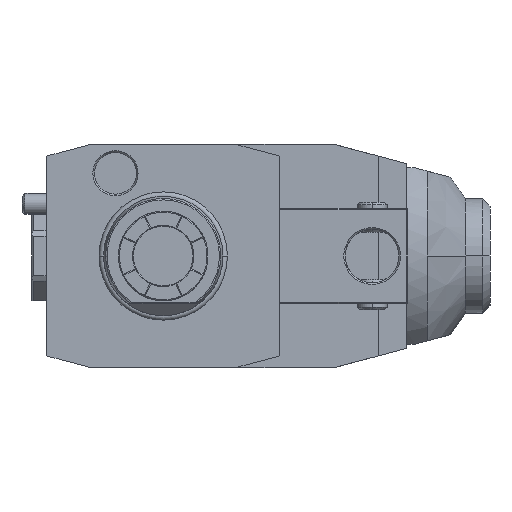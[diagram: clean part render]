
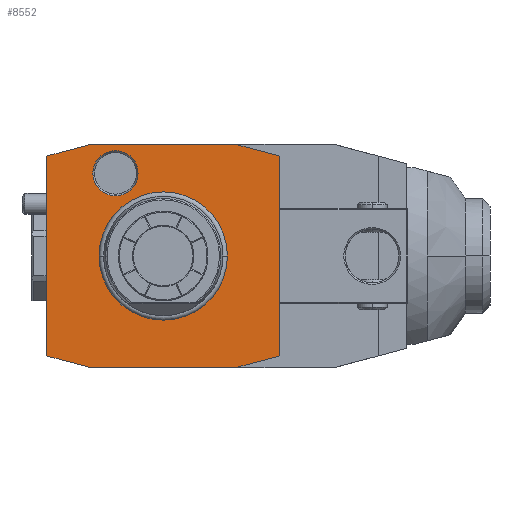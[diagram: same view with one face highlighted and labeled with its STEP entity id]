
A CAD part, front view. The second image highlights one B-rep face of the part: STEP entity #8552.
In plain terms, the highlighted planar face has unit normal (0, -1, 0).
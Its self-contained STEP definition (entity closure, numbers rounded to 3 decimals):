
#1=DIRECTION('',(-1.,0.,0.));
#2=VECTOR('',#1,48.);
#3=CARTESIAN_POINT('',(24.,0.,37.5));
#4=LINE('',#3,#2);
#5=DIRECTION('',(-0.966,0.,0.259));
#6=VECTOR('',#5,15.529);
#7=CARTESIAN_POINT('',(39.,0.,33.481));
#8=LINE('',#7,#6);
#9=DIRECTION('',(0.,0.,1.));
#10=VECTOR('',#9,66.962);
#11=CARTESIAN_POINT('',(39.,0.,-33.481));
#12=LINE('',#11,#10);
#13=DIRECTION('',(0.966,0.,0.259));
#14=VECTOR('',#13,15.529);
#15=CARTESIAN_POINT('',(24.,0.,-37.5));
#16=LINE('',#15,#14);
#17=DIRECTION('',(1.,0.,0.));
#18=VECTOR('',#17,48.);
#19=CARTESIAN_POINT('',(-24.,0.,-37.5));
#20=LINE('',#19,#18);
#21=DIRECTION('',(0.966,0.,-0.259));
#22=VECTOR('',#21,15.529);
#23=CARTESIAN_POINT('',(-39.,0.,-33.481));
#24=LINE('',#23,#22);
#25=DIRECTION('',(0.,0.,-1.));
#26=VECTOR('',#25,66.962);
#27=CARTESIAN_POINT('',(-39.,0.,33.481));
#28=LINE('',#27,#26);
#29=DIRECTION('',(-0.966,0.,-0.259));
#30=VECTOR('',#29,15.529);
#31=CARTESIAN_POINT('',(-24.,0.,37.5));
#32=LINE('',#31,#30);
#33=CARTESIAN_POINT('',(-16.,0.,27.713));
#34=DIRECTION('',(0.,1.,0.));
#35=DIRECTION('',(1.,0.,0.));
#36=AXIS2_PLACEMENT_3D('',#33,#34,#35);
#38=CARTESIAN_POINT('',(-16.,0.,27.713));
#39=DIRECTION('',(0.,1.,0.));
#40=DIRECTION('',(-1.,0.,0.));
#41=AXIS2_PLACEMENT_3D('',#38,#39,#40);
#5362=CARTESIAN_POINT('',(0.,0.,0.));
#5363=DIRECTION('',(0.,-1.,0.));
#5364=DIRECTION('',(1.,0.,0.));
#5365=AXIS2_PLACEMENT_3D('',#5362,#5363,#5364);
#5367=CARTESIAN_POINT('',(0.,0.,0.));
#5368=DIRECTION('',(0.,-1.,0.));
#5369=DIRECTION('',(-1.,0.,0.));
#5370=AXIS2_PLACEMENT_3D('',#5367,#5368,#5369);
#7559=CARTESIAN_POINT('',(-8.423,0.,27.713));
#7560=CARTESIAN_POINT('',(-23.577,0.,27.713));
#7561=VERTEX_POINT('',#7559);
#7562=VERTEX_POINT('',#7560);
#8279=CARTESIAN_POINT('',(24.,0.,37.5));
#8280=CARTESIAN_POINT('',(-24.,0.,37.5));
#8281=VERTEX_POINT('',#8279);
#8282=VERTEX_POINT('',#8280);
#8283=CARTESIAN_POINT('',(-39.,0.,33.481));
#8284=VERTEX_POINT('',#8283);
#8285=CARTESIAN_POINT('',(-39.,0.,-33.481));
#8286=VERTEX_POINT('',#8285);
#8287=CARTESIAN_POINT('',(-24.,0.,-37.5));
#8288=VERTEX_POINT('',#8287);
#8289=CARTESIAN_POINT('',(24.,0.,-37.5));
#8290=VERTEX_POINT('',#8289);
#8291=CARTESIAN_POINT('',(39.,0.,-33.481));
#8292=VERTEX_POINT('',#8291);
#8293=CARTESIAN_POINT('',(39.,0.,33.481));
#8294=VERTEX_POINT('',#8293);
#8387=CARTESIAN_POINT('',(21.137,0.,0.));
#8388=CARTESIAN_POINT('',(-21.137,0.,0.));
#8389=VERTEX_POINT('',#8387);
#8390=VERTEX_POINT('',#8388);
#8517=CARTESIAN_POINT('',(0.,0.,0.));
#8518=DIRECTION('',(0.,-1.,0.));
#8519=DIRECTION('',(-1.,0.,0.));
#8520=AXIS2_PLACEMENT_3D('',#8517,#8518,#8519);
#8521=PLANE('',#8520);
#8523=ORIENTED_EDGE('',*,*,#8522,.F.);
#8525=ORIENTED_EDGE('',*,*,#8524,.F.);
#8527=ORIENTED_EDGE('',*,*,#8526,.F.);
#8529=ORIENTED_EDGE('',*,*,#8528,.F.);
#8531=ORIENTED_EDGE('',*,*,#8530,.F.);
#8533=ORIENTED_EDGE('',*,*,#8532,.F.);
#8535=ORIENTED_EDGE('',*,*,#8534,.F.);
#8537=ORIENTED_EDGE('',*,*,#8536,.F.);
#8538=EDGE_LOOP('',(#8523,#8525,#8527,#8529,#8531,#8533,#8535,#8537));
#8539=FACE_OUTER_BOUND('',#8538,.F.);
#8541=ORIENTED_EDGE('',*,*,#8540,.T.);
#8543=ORIENTED_EDGE('',*,*,#8542,.T.);
#8544=EDGE_LOOP('',(#8541,#8543));
#8545=FACE_BOUND('',#8544,.F.);
#8547=ORIENTED_EDGE('',*,*,#8546,.F.);
#8549=ORIENTED_EDGE('',*,*,#8548,.F.);
#8550=EDGE_LOOP('',(#8547,#8549));
#8551=FACE_BOUND('',#8550,.F.);
#37=CIRCLE('',#36,7.577);
#42=CIRCLE('',#41,7.577);
#5366=CIRCLE('',#5365,21.137);
#5371=CIRCLE('',#5370,21.137);
#8522=EDGE_CURVE('',#8281,#8282,#4,.T.);
#8524=EDGE_CURVE('',#8294,#8281,#8,.T.);
#8526=EDGE_CURVE('',#8292,#8294,#12,.T.);
#8528=EDGE_CURVE('',#8290,#8292,#16,.T.);
#8530=EDGE_CURVE('',#8288,#8290,#20,.T.);
#8532=EDGE_CURVE('',#8286,#8288,#24,.T.);
#8534=EDGE_CURVE('',#8284,#8286,#28,.T.);
#8536=EDGE_CURVE('',#8282,#8284,#32,.T.);
#8540=EDGE_CURVE('',#8389,#8390,#5366,.T.);
#8542=EDGE_CURVE('',#8390,#8389,#5371,.T.);
#8546=EDGE_CURVE('',#7561,#7562,#37,.T.);
#8548=EDGE_CURVE('',#7562,#7561,#42,.T.);
#8552=ADVANCED_FACE('',(#8539,#8545,#8551),#8521,.T.);
